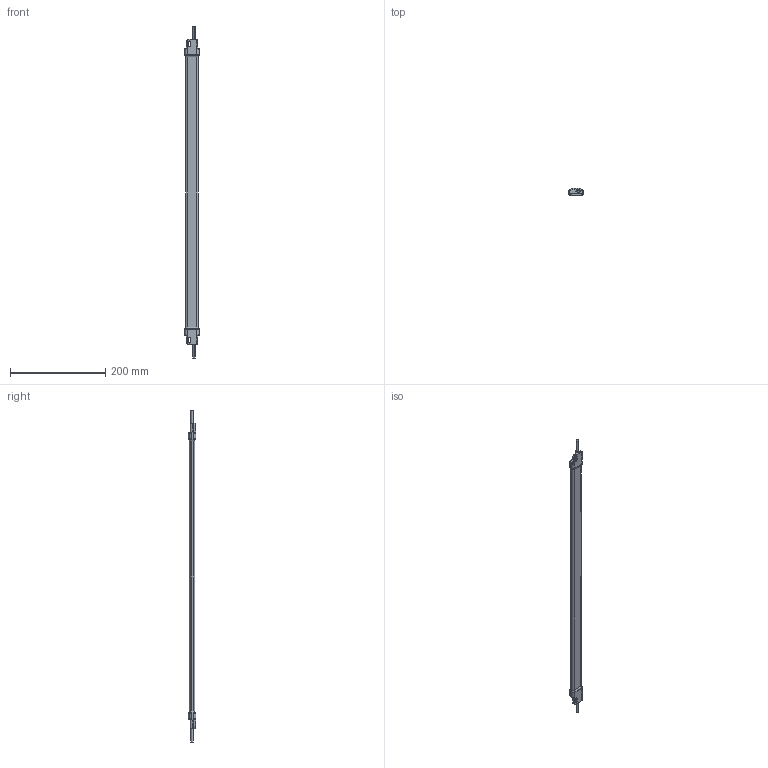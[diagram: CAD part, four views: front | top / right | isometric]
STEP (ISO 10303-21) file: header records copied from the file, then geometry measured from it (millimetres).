
FILE_DESCRIPTION((''),'2;1');
FILE_NAME('197995_SM01_ASM','2022-06-14T13:32:32',('PDMAdmin'),('BANNER ENGINEERING'),'CREO PARAMETRIC BY PTC INC, 2019292','CREO PARAMETRIC BY PTC INC, 2019292','');
FILE_SCHEMA(('CONFIG_CONTROL_DESIGN'));
Length unit declared in the file: millimetre
Products named in the file (2): 197995_EP01; 197995_SM01_ASM
Assembly tree (1 placements, depth 2):
  197995_SM01_ASM
    197995_EP01
Bounding box: 30.6 x 15.53 x 696 mm (x, y, z)
Volume: 174086.1 mm3; surface area: 45453.8 mm2
Topology: 1 solids, 2 shells, 202 faces, 486 edges, 292 vertices
Faces by surface type: cylinder 83, plane 63, bspline 28, cone 14, torus 10, sphere 4
Entity records: 7952 total; most frequent: CARTESIAN_POINT 3270, ORIENTED_EDGE 972, DIRECTION 966, EDGE_CURVE 486, AXIS2_PLACEMENT_3D 359, VERTEX_POINT 292, VECTOR 248, LINE 248
